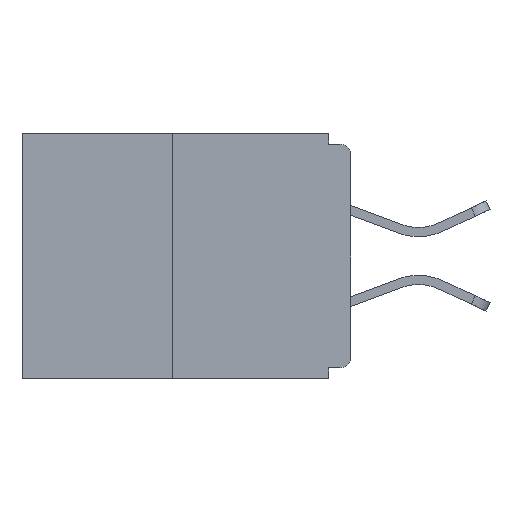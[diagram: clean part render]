
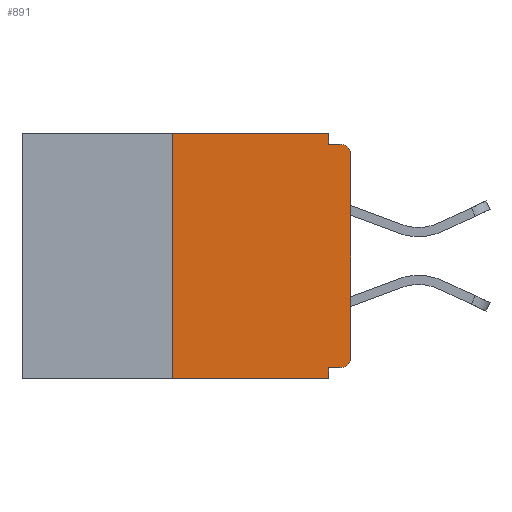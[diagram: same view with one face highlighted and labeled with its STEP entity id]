
A CAD part, left-side view. The second image highlights one B-rep face of the part: STEP entity #891.
In plain terms, the highlighted planar face has unit normal (-1, 0, 0).
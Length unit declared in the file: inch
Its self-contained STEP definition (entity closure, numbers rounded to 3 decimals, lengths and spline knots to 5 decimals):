
#418 = VERTEX_POINT ( 'NONE', #2969 ) ;
#544 = CARTESIAN_POINT ( 'NONE',  ( 0., 0.46, -0.343 ) ) ;
#891 = ADVANCED_FACE ( 'NONE', ( #1581 ), #3343, .F. ) ;
#1132 = CIRCLE ( 'NONE', #14630, 0.015 ) ;
#1138 = VERTEX_POINT ( 'NONE', #11077 ) ;
#1360 = CARTESIAN_POINT ( 'NONE',  ( 0., 0.25, 0. ) ) ;
#1454 = ORIENTED_EDGE ( 'NONE', *, *, #8932, .T. ) ;
#1581 = FACE_OUTER_BOUND ( 'NONE', #16944, .T. ) ;
#2310 = DIRECTION ( 'NONE',  ( 0., -1., 0. ) ) ;
#2509 = CARTESIAN_POINT ( 'NONE',  ( 0., 0., -0.328 ) ) ;
#2969 = CARTESIAN_POINT ( 'NONE',  ( 0., 0.015, -0.015 ) ) ;
#3041 = CARTESIAN_POINT ( 'NONE',  ( 0., 0.015, -0.328 ) ) ;
#3343 = PLANE ( 'NONE',  #20260 ) ;
#3507 = VERTEX_POINT ( 'NONE', #6439 ) ;
#3839 = LINE ( 'NONE', #14493, #6733 ) ;
#4443 = VERTEX_POINT ( 'NONE', #28012 ) ;
#5454 = ORIENTED_EDGE ( 'NONE', *, *, #17946, .F. ) ;
#5631 = DIRECTION ( 'NONE',  ( 1., 0., 0. ) ) ;
#5705 = ORIENTED_EDGE ( 'NONE', *, *, #25059, .T. ) ;
#6439 = CARTESIAN_POINT ( 'NONE',  ( 0., 0.25, -0.343 ) ) ;
#6684 = CARTESIAN_POINT ( 'NONE',  ( 0., 0., -0.313 ) ) ;
#6733 = VECTOR ( 'NONE', #14105, 39.37008 ) ;
#8932 = EDGE_CURVE ( 'NONE', #16066, #418, #1132, .T. ) ;
#8987 = EDGE_CURVE ( 'NONE', #12486, #1138, #19434, .T. ) ;
#9147 = ORIENTED_EDGE ( 'NONE', *, *, #22074, .F. ) ;
#9846 = VECTOR ( 'NONE', #17711, 39.37008 ) ;
#9882 = ORIENTED_EDGE ( 'NONE', *, *, #8987, .F. ) ;
#10152 = VERTEX_POINT ( 'NONE', #6684 ) ;
#10169 = CARTESIAN_POINT ( 'NONE',  ( 0., 0., -0.015 ) ) ;
#11077 = CARTESIAN_POINT ( 'NONE',  ( 0., 0.031, -0.343 ) ) ;
#11702 = DIRECTION ( 'NONE',  ( 0., -1., 0. ) ) ;
#12013 = LINE ( 'NONE', #15296, #9846 ) ;
#12486 = VERTEX_POINT ( 'NONE', #29148 ) ;
#12545 = DIRECTION ( 'NONE',  ( -1., 0., 0. ) ) ;
#13054 = LINE ( 'NONE', #24670, #27058 ) ;
#13553 = VERTEX_POINT ( 'NONE', #18453 ) ;
#14105 = DIRECTION ( 'NONE',  ( 0., 0., -1. ) ) ;
#14305 = EDGE_CURVE ( 'NONE', #3507, #1138, #19848, .T. ) ;
#14466 = DIRECTION ( 'NONE',  ( 0., 0., -1. ) ) ;
#14493 = CARTESIAN_POINT ( 'NONE',  ( 0., 0.031, 0. ) ) ;
#14630 = AXIS2_PLACEMENT_3D ( 'NONE', #23777, #12545, #14466 ) ;
#14955 = AXIS2_PLACEMENT_3D ( 'NONE', #22275, #29213, #15452 ) ;
#15296 = CARTESIAN_POINT ( 'NONE',  ( 0., 0., 0. ) ) ;
#15452 = DIRECTION ( 'NONE',  ( 0., 0., -1. ) ) ;
#15586 = ORIENTED_EDGE ( 'NONE', *, *, #20612, .T. ) ;
#16066 = VERTEX_POINT ( 'NONE', #25488 ) ;
#16677 = CARTESIAN_POINT ( 'NONE',  ( 0., 0.031, -0.343 ) ) ;
#16898 = DIRECTION ( 'NONE',  ( 0., -1., 0. ) ) ;
#16944 = EDGE_LOOP ( 'NONE', ( #18478, #23128, #24581, #9882, #24946, #15586, #5705, #1454, #9147, #5454 ) ) ;
#16992 = LINE ( 'NONE', #2509, #17722 ) ;
#17711 = DIRECTION ( 'NONE',  ( 0., 0., 1. ) ) ;
#17722 = VECTOR ( 'NONE', #18549, 39.37008 ) ;
#17946 = EDGE_CURVE ( 'NONE', #13553, #4443, #3839, .T. ) ;
#18453 = CARTESIAN_POINT ( 'NONE',  ( 0., 0.031, 0. ) ) ;
#18478 = ORIENTED_EDGE ( 'NONE', *, *, #27737, .F. ) ;
#18549 = DIRECTION ( 'NONE',  ( 0., 1., 0. ) ) ;
#19397 = CARTESIAN_POINT ( 'NONE',  ( 0., 0.46, 0. ) ) ;
#19434 = LINE ( 'NONE', #16677, #26259 ) ;
#19848 = LINE ( 'NONE', #544, #23778 ) ;
#20260 = AXIS2_PLACEMENT_3D ( 'NONE', #19397, #5631, #21702 ) ;
#20386 = LINE ( 'NONE', #10169, #27207 ) ;
#20574 = DIRECTION ( 'NONE',  ( 0., 0., 1. ) ) ;
#20612 = EDGE_CURVE ( 'NONE', #21664, #10152, #27626, .T. ) ;
#21664 = VERTEX_POINT ( 'NONE', #3041 ) ;
#21702 = DIRECTION ( 'NONE',  ( 0., 0., -1. ) ) ;
#22074 = EDGE_CURVE ( 'NONE', #4443, #418, #20386, .T. ) ;
#22275 = CARTESIAN_POINT ( 'NONE',  ( 0., 0.015, -0.313 ) ) ;
#23128 = ORIENTED_EDGE ( 'NONE', *, *, #25862, .F. ) ;
#23661 = LINE ( 'NONE', #27489, #24376 ) ;
#23777 = CARTESIAN_POINT ( 'NONE',  ( 0., 0.015, -0.03 ) ) ;
#23778 = VECTOR ( 'NONE', #11702, 39.37008 ) ;
#24376 = VECTOR ( 'NONE', #2310, 39.37008 ) ;
#24581 = ORIENTED_EDGE ( 'NONE', *, *, #14305, .T. ) ;
#24670 = CARTESIAN_POINT ( 'NONE',  ( 0., 0.25, 0. ) ) ;
#24946 = ORIENTED_EDGE ( 'NONE', *, *, #26003, .F. ) ;
#25034 = VERTEX_POINT ( 'NONE', #1360 ) ;
#25059 = EDGE_CURVE ( 'NONE', #10152, #16066, #12013, .T. ) ;
#25488 = CARTESIAN_POINT ( 'NONE',  ( 0., 0., -0.03 ) ) ;
#25862 = EDGE_CURVE ( 'NONE', #3507, #25034, #13054, .T. ) ;
#26003 = EDGE_CURVE ( 'NONE', #21664, #12486, #16992, .T. ) ;
#26085 = DIRECTION ( 'NONE',  ( 0., 0., -1. ) ) ;
#26259 = VECTOR ( 'NONE', #26085, 39.37008 ) ;
#27058 = VECTOR ( 'NONE', #20574, 39.37008 ) ;
#27207 = VECTOR ( 'NONE', #16898, 39.37008 ) ;
#27489 = CARTESIAN_POINT ( 'NONE',  ( 0., 0.46, 0. ) ) ;
#27626 = CIRCLE ( 'NONE', #14955, 0.015 ) ;
#27737 = EDGE_CURVE ( 'NONE', #25034, #13553, #23661, .T. ) ;
#28012 = CARTESIAN_POINT ( 'NONE',  ( 0., 0.031, -0.015 ) ) ;
#29148 = CARTESIAN_POINT ( 'NONE',  ( 0., 0.031, -0.328 ) ) ;
#29213 = DIRECTION ( 'NONE',  ( -1., 0., 0. ) ) ;
